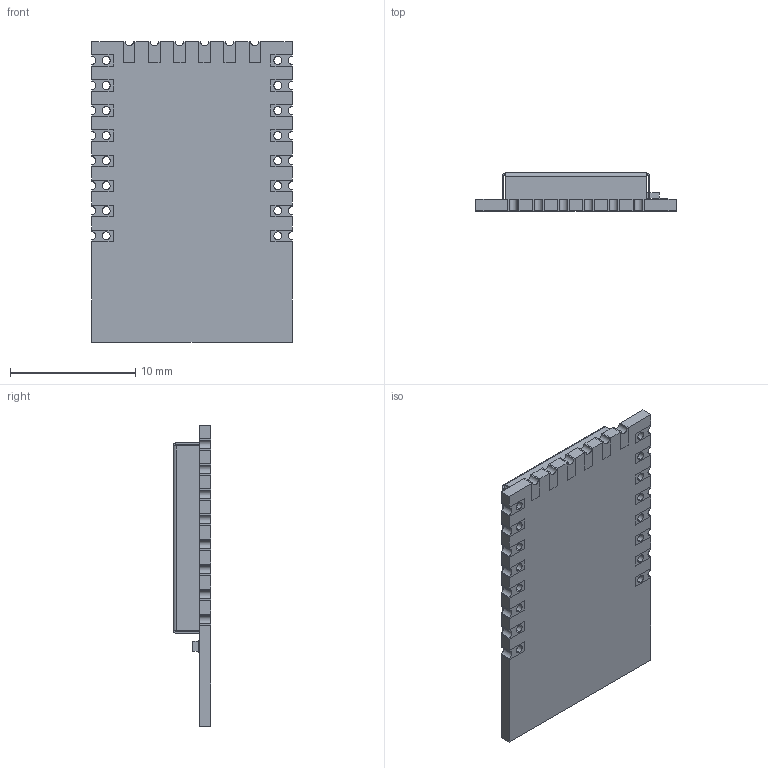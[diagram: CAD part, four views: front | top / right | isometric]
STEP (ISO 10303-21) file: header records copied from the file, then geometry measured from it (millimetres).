
FILE_DESCRIPTION (( 'STEP AP214' ), '1' );
FILE_NAME ('ESP8266-12E(slash)ESP-12E.STEP', '2020-03-13T06:13:19', ( '' ), ( '' ), 'SwSTEP 2.0', 'SolidWorks 2017', '' );
FILE_SCHEMA (( 'AUTOMOTIVE_DESIGN' ));
Length unit declared in the file: millimetre
Products named in the file (1): ESP8266-12E(slash)ESP-12E
Bounding box: 16 x 3 x 24 mm (x, y, z)
Volume: 379.8 mm3; surface area: 1662 mm2
Topology: 29 solids, 29 shells, 508 faces, 1328 edges, 880 vertices
Faces by surface type: plane 382, cylinder 126
Entity records: 15846 total; most frequent: CARTESIAN_POINT 2717, ORIENTED_EDGE 2656, DIRECTION 2598, EDGE_CURVE 1328, LINE 1076, VECTOR 1076, VERTEX_POINT 880, AXIS2_PLACEMENT_3D 761
